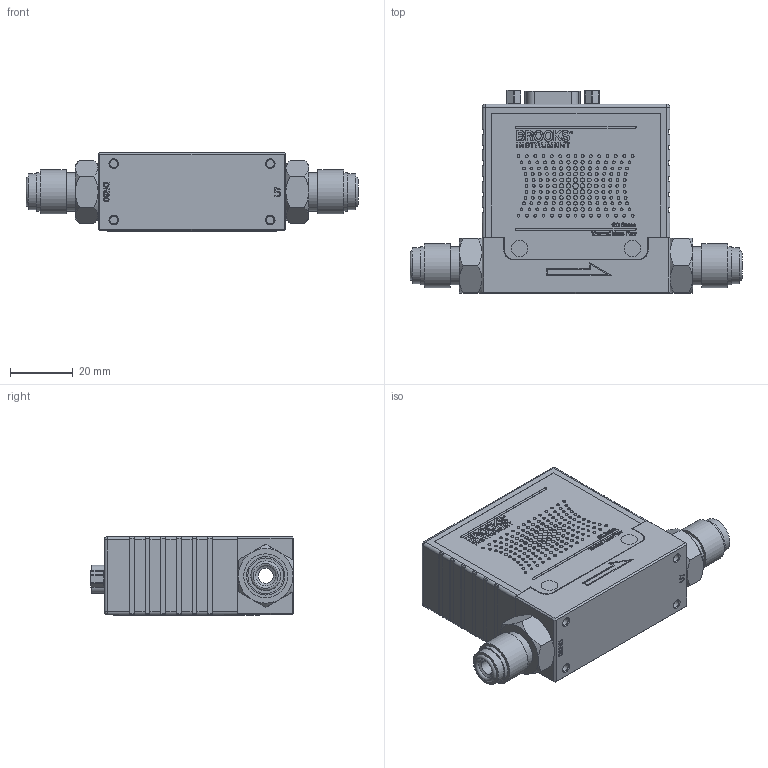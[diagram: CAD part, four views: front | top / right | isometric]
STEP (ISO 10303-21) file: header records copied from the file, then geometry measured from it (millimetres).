
FILE_DESCRIPTION (( 'STEP AP214' ), '1' );
FILE_NAME ('GC51_.25VCR.STEP', '2025-11-13T20:09:22', ( 'mrutkowski' ), ( '' ), 'SwSTEP 2.0', 'SolidWorks 2023', '' );
FILE_SCHEMA (( 'AUTOMOTIVE_DESIGN' ));
Products named in the file (1): GC51_.25VCR
Bounding box: 106.08 x 65.1 x 25.5 mm (x, y, z)
Surface area: 24794.1 mm2 (no closed solid volume)
Topology: 0 solids, 380 shells, 1892 faces, 8733 edges, 7229 vertices
Faces by surface type: bspline 957, plane 800, cylinder 97, cone 34, torus 4
Full cylindrical faces by diameter (mm): 1.252 x9, 2.05 x2, 2.5 x4, 4.763 x2, 11.43 x2, 12.243 x4, 14.067 x2
Entity records: 100522 total; most frequent: CARTESIAN_POINT 45744, ORIENTED_EDGE 11041, EDGE_CURVE 8668, VERTEX_POINT 7216, DIRECTION 6084, B_SPLINE_CURVE_WITH_KNOTS 4723, VECTOR 3632, LINE 3632
